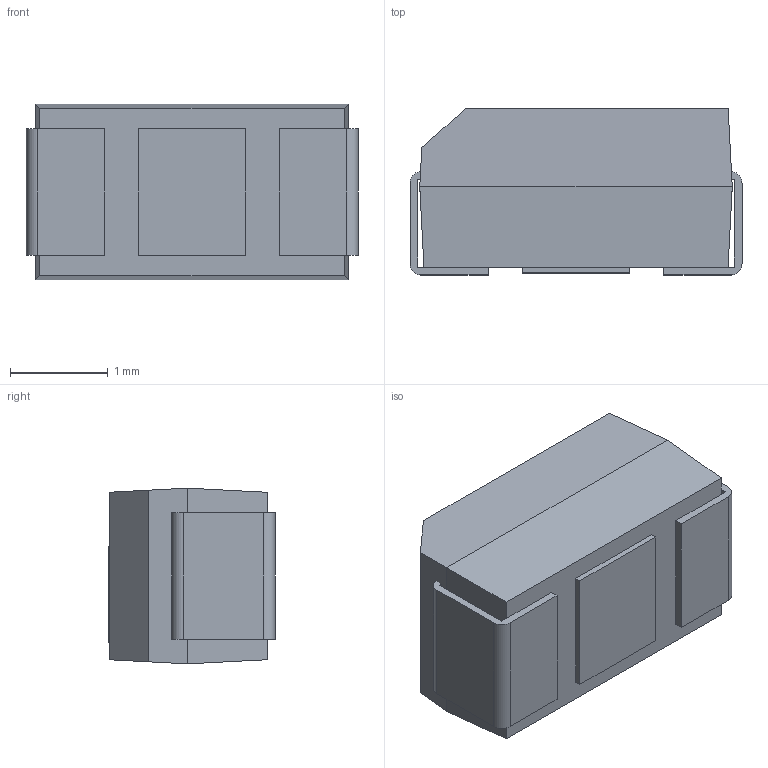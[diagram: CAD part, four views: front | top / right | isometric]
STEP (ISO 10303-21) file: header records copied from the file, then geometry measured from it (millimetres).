
FILE_DESCRIPTION (( 'STEP AP214' ), '1' );
FILE_NAME ('User Library-CAP_TANT_3216-18_A_case-1.STEP', '2017-08-02T07:03:08', ( 'Windows User' ), ( '' ), 'SwSTEP 2.0', 'SolidWorks 2017', '' );
FILE_SCHEMA (( 'AUTOMOTIVE_DESIGN' ));
Length unit declared in the file: millimetre
Products named in the file (1): User Library-CAP_TANT_3216-18_A_case-1
Bounding box: 3.4 x 1.7 x 1.8 mm (x, y, z)
Volume: 9.4 mm3; surface area: 40.5 mm2
Topology: 3 solids, 3 shells, 125 faces, 320 edges, 212 vertices
Faces by surface type: plane 75, bspline 46, cylinder 4
Entity records: 7341 total; most frequent: CARTESIAN_POINT 3448, ORIENTED_EDGE 640, DIRECTION 396, EDGE_CURVE 320, LINE 220, VECTOR 220, VERTEX_POINT 212, EDGE_LOOP 136
